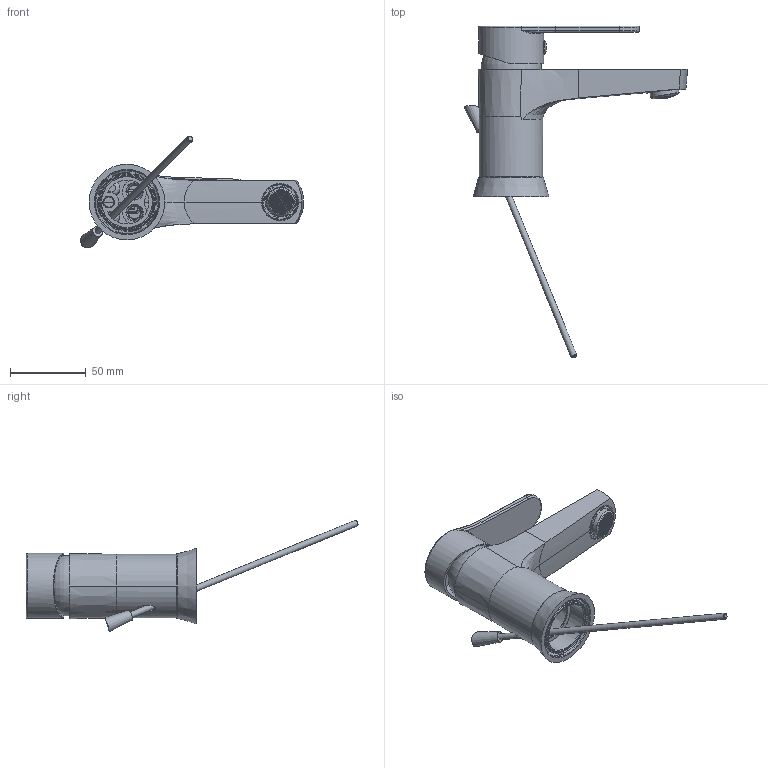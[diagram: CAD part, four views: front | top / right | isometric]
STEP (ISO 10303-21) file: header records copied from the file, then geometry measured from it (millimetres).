
FILE_DESCRIPTION (( 'STEP AP203' ), '1' );
FILE_NAME ('18A307231.STEP', '2024-03-15T08:15:36', ( '' ), ( '' ), 'SwSTEP 2.0', 'SolidWorks 2021', '' );
FILE_SCHEMA (( 'CONFIG_CONTROL_DESIGN' ));
Length unit declared in the file: millimetre
Products named in the file (1): 18A307231
Bounding box: 147.32 x 219.06 x 73.63 mm (x, y, z)
Volume: 83918.5 mm3; surface area: 73438.3 mm2
Topology: 9 solids, 9 shells, 2188 faces, 5566 edges, 3666 vertices
Faces by surface type: plane 1899, cylinder 115, bspline 85, cone 40, torus 36, sphere 13
Full cylindrical faces by diameter (mm): 4 x1, 4.2 x1, 5.1 x2, 6 x1, 6.75 x1, 6.8 x1, 8 x2, 9 x2, 9.5 x1, 10.6 x2, 16 x1, 16.5 x2, 17.5 x1, 18.75 x1, 19 x1, 19.5 x1, 22.1 x1, 22.5 x2, 23 x1, 23.8 x1, 24.5 x1, 31 x1, 33.5 x1, 35.2 x2, 35.8 x3, 36.5 x2, 37 x2, 40.5 x1, 42.1 x1, 43 x1
Entity records: 74453 total; most frequent: CARTESIAN_POINT 21628, ORIENTED_EDGE 10934, DIRECTION 10710, EDGE_CURVE 5467, VERTEX_POINT 3641, LINE 3606, VECTOR 3606, AXIS2_PLACEMENT_3D 3552
